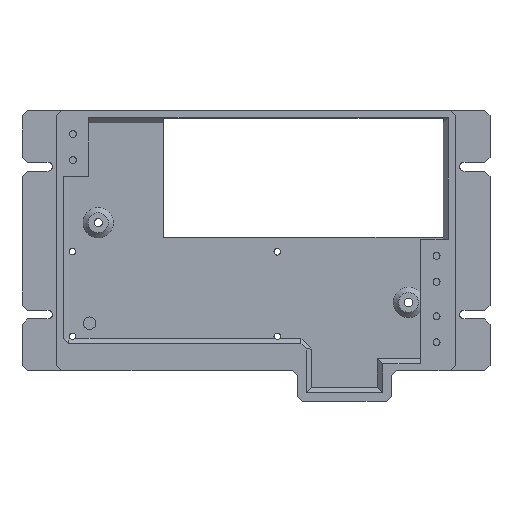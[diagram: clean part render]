
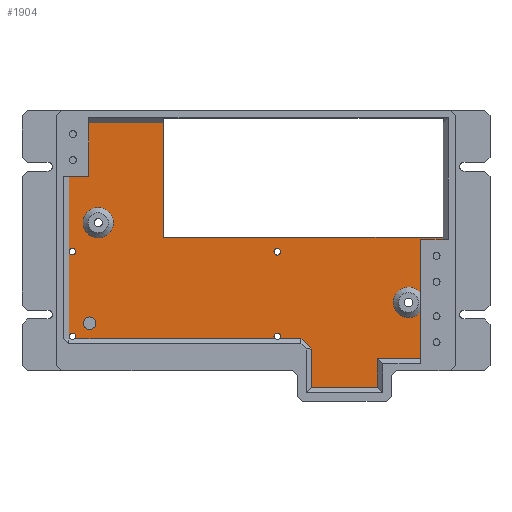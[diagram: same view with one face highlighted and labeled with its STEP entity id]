
A CAD part, top view. The second image highlights one B-rep face of the part: STEP entity #1904.
In plain terms, the highlighted planar face has unit normal (0, 0, 1).
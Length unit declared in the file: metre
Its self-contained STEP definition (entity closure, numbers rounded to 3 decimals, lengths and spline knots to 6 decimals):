
#21=LINE('',#2755,#238);
#22=LINE('',#2757,#239);
#23=LINE('',#2759,#240);
#24=LINE('',#2761,#241);
#25=LINE('',#2763,#242);
#26=LINE('',#2765,#243);
#27=LINE('',#2767,#244);
#28=LINE('',#2771,#245);
#29=LINE('',#2773,#246);
#30=LINE('',#2775,#247);
#31=LINE('',#2777,#248);
#32=LINE('',#2779,#249);
#33=LINE('',#2781,#250);
#34=LINE('',#2783,#251);
#35=LINE('',#2785,#252);
#36=LINE('',#2787,#253);
#37=LINE('',#2789,#254);
#38=LINE('',#2793,#255);
#238=VECTOR('',#2219,1.);
#239=VECTOR('',#2220,1.);
#240=VECTOR('',#2221,1.);
#241=VECTOR('',#2222,1.);
#242=VECTOR('',#2223,1.);
#243=VECTOR('',#2224,1.);
#244=VECTOR('',#2225,1.);
#245=VECTOR('',#2228,1.);
#246=VECTOR('',#2229,1.);
#247=VECTOR('',#2230,1.);
#248=VECTOR('',#2231,1.);
#249=VECTOR('',#2232,1.);
#250=VECTOR('',#2233,1.);
#251=VECTOR('',#2234,1.);
#252=VECTOR('',#2235,1.);
#253=VECTOR('',#2236,1.);
#254=VECTOR('',#2237,1.);
#255=VECTOR('',#2240,1.);
#461=PLANE('',#2044);
#548=ORIENTED_EDGE('',*,*,#1078,.F.);
#549=ORIENTED_EDGE('',*,*,#1079,.F.);
#550=ORIENTED_EDGE('',*,*,#1080,.T.);
#551=ORIENTED_EDGE('',*,*,#1081,.F.);
#552=ORIENTED_EDGE('',*,*,#1082,.T.);
#553=ORIENTED_EDGE('',*,*,#1083,.T.);
#554=ORIENTED_EDGE('',*,*,#1084,.T.);
#555=ORIENTED_EDGE('',*,*,#1085,.T.);
#556=ORIENTED_EDGE('',*,*,#1086,.F.);
#557=ORIENTED_EDGE('',*,*,#1087,.T.);
#558=ORIENTED_EDGE('',*,*,#1088,.F.);
#559=ORIENTED_EDGE('',*,*,#1089,.T.);
#560=ORIENTED_EDGE('',*,*,#1090,.T.);
#561=ORIENTED_EDGE('',*,*,#1091,.F.);
#562=ORIENTED_EDGE('',*,*,#1092,.T.);
#563=ORIENTED_EDGE('',*,*,#1093,.T.);
#564=ORIENTED_EDGE('',*,*,#1094,.T.);
#565=ORIENTED_EDGE('',*,*,#1095,.F.);
#566=ORIENTED_EDGE('',*,*,#1096,.T.);
#567=ORIENTED_EDGE('',*,*,#1097,.T.);
#568=ORIENTED_EDGE('',*,*,#1098,.F.);
#569=ORIENTED_EDGE('',*,*,#1099,.T.);
#570=ORIENTED_EDGE('',*,*,#1100,.F.);
#571=ORIENTED_EDGE('',*,*,#1101,.T.);
#1078=EDGE_CURVE('',#1344,#1344,#1530,.F.);
#1079=EDGE_CURVE('',#1345,#1346,#1531,.F.);
#1080=EDGE_CURVE('',#1345,#1347,#21,.T.);
#1081=EDGE_CURVE('',#1348,#1347,#22,.T.);
#1082=EDGE_CURVE('',#1348,#1349,#23,.T.);
#1083=EDGE_CURVE('',#1349,#1350,#24,.T.);
#1084=EDGE_CURVE('',#1350,#1351,#25,.T.);
#1085=EDGE_CURVE('',#1351,#1352,#26,.T.);
#1086=EDGE_CURVE('',#1353,#1352,#27,.T.);
#1087=EDGE_CURVE('',#1353,#1354,#1532,.T.);
#1088=EDGE_CURVE('',#1355,#1354,#28,.T.);
#1089=EDGE_CURVE('',#1355,#1356,#29,.T.);
#1090=EDGE_CURVE('',#1356,#1357,#30,.T.);
#1091=EDGE_CURVE('',#1358,#1357,#31,.T.);
#1092=EDGE_CURVE('',#1358,#1359,#32,.T.);
#1093=EDGE_CURVE('',#1359,#1360,#33,.T.);
#1094=EDGE_CURVE('',#1360,#1361,#34,.T.);
#1095=EDGE_CURVE('',#1362,#1361,#35,.T.);
#1096=EDGE_CURVE('',#1362,#1363,#36,.T.);
#1097=EDGE_CURVE('',#1363,#1364,#37,.T.);
#1098=EDGE_CURVE('',#1365,#1364,#1533,.F.);
#1099=EDGE_CURVE('',#1365,#1346,#38,.T.);
#1100=EDGE_CURVE('',#1366,#1366,#1534,.F.);
#1101=EDGE_CURVE('',#1367,#1367,#1535,.T.);
#1344=VERTEX_POINT('',#2751);
#1345=VERTEX_POINT('',#2753);
#1346=VERTEX_POINT('',#2754);
#1347=VERTEX_POINT('',#2756);
#1348=VERTEX_POINT('',#2758);
#1349=VERTEX_POINT('',#2760);
#1350=VERTEX_POINT('',#2762);
#1351=VERTEX_POINT('',#2764);
#1352=VERTEX_POINT('',#2766);
#1353=VERTEX_POINT('',#2768);
#1354=VERTEX_POINT('',#2770);
#1355=VERTEX_POINT('',#2772);
#1356=VERTEX_POINT('',#2774);
#1357=VERTEX_POINT('',#2776);
#1358=VERTEX_POINT('',#2778);
#1359=VERTEX_POINT('',#2780);
#1360=VERTEX_POINT('',#2782);
#1361=VERTEX_POINT('',#2784);
#1362=VERTEX_POINT('',#2786);
#1363=VERTEX_POINT('',#2788);
#1364=VERTEX_POINT('',#2790);
#1365=VERTEX_POINT('',#2792);
#1366=VERTEX_POINT('',#2795);
#1367=VERTEX_POINT('',#2797);
#1530=CIRCLE('',#2045,0.001194);
#1531=CIRCLE('',#2046,0.001194);
#1532=CIRCLE('',#2047,0.005556);
#1533=CIRCLE('',#2048,0.001194);
#1534=CIRCLE('',#2049,0.001194);
#1535=CIRCLE('',#2050,0.005556);
#1578=EDGE_LOOP('',(#548));
#1579=EDGE_LOOP('',(#549,#550,#551,#552,#553,#554,#555,#556,#557,#558,#559,
#560,#561,#562,#563,#564,#565,#566,#567,#568,#569));
#1580=EDGE_LOOP('',(#570));
#1581=EDGE_LOOP('',(#571));
#1732=FACE_BOUND('',#1578,.T.);
#1733=FACE_BOUND('',#1579,.T.);
#1734=FACE_BOUND('',#1580,.T.);
#1735=FACE_BOUND('',#1581,.T.);
#1904=ADVANCED_FACE('',(#1732,#1733,#1734,#1735),#461,.F.);
#2044=AXIS2_PLACEMENT_3D('',#2749,#2213,#2214);
#2045=AXIS2_PLACEMENT_3D('',#2750,#2215,#2216);
#2046=AXIS2_PLACEMENT_3D('',#2752,#2217,#2218);
#2047=AXIS2_PLACEMENT_3D('',#2769,#2226,#2227);
#2048=AXIS2_PLACEMENT_3D('',#2791,#2238,#2239);
#2049=AXIS2_PLACEMENT_3D('',#2794,#2241,#2242);
#2050=AXIS2_PLACEMENT_3D('',#2796,#2243,#2244);
#2213=DIRECTION('',(0.,0.,-1.));
#2214=DIRECTION('',(1.,0.,0.));
#2215=DIRECTION('',(0.,0.,-1.));
#2216=DIRECTION('',(-1.,0.,0.));
#2217=DIRECTION('',(0.,0.,-1.));
#2218=DIRECTION('',(-1.,0.,0.));
#2219=DIRECTION('',(1.,0.,0.));
#2220=DIRECTION('',(-0.707,0.707,0.));
#2221=DIRECTION('',(0.,-1.,0.));
#2222=DIRECTION('',(1.,0.,0.));
#2223=DIRECTION('',(0.,1.,0.));
#2224=DIRECTION('',(1.,0.,0.));
#2225=DIRECTION('',(0.,-1.,0.));
#2226=DIRECTION('',(0.,0.,-1.));
#2227=DIRECTION('',(-1.,0.,0.));
#2228=DIRECTION('',(0.,-1.,0.));
#2229=DIRECTION('',(1.,0.,0.));
#2230=DIRECTION('',(0.,1.,0.));
#2231=DIRECTION('',(1.,0.,0.));
#2232=DIRECTION('',(0.,1.,0.));
#2233=DIRECTION('',(-1.,0.,0.));
#2234=DIRECTION('',(0.,-1.,0.));
#2235=DIRECTION('',(1.,0.,0.));
#2236=DIRECTION('',(0.,-1.,0.));
#2237=DIRECTION('',(1.,0.,0.));
#2238=DIRECTION('',(0.,0.,-1.));
#2239=DIRECTION('',(-1.,0.,0.));
#2240=DIRECTION('',(1.,0.,0.));
#2241=DIRECTION('',(0.,0.,-1.));
#2242=DIRECTION('',(-1.,0.,0.));
#2243=DIRECTION('',(0.,0.,-1.));
#2244=DIRECTION('',(-1.,0.,0.));
#2749=CARTESIAN_POINT('',(0.136061,-0.108479,-0.003175));
#2750=CARTESIAN_POINT('',(0.068793,-0.112502,-0.003175));
#2751=CARTESIAN_POINT('',(0.0676,-0.112502,-0.003175));
#2752=CARTESIAN_POINT('',(0.143843,-0.143552,-0.003175));
#2753=CARTESIAN_POINT('',(0.144729,-0.144352,-0.003175));
#2754=CARTESIAN_POINT('',(0.142958,-0.144352,-0.003175));
#2755=CARTESIAN_POINT('',(0.136061,-0.144352,-0.003175));
#2756=CARTESIAN_POINT('',(0.152538,-0.144352,-0.003175));
#2757=CARTESIAN_POINT('',(0.152538,-0.144352,-0.003175));
#2758=CARTESIAN_POINT('',(0.156348,-0.148162,-0.003175));
#2759=CARTESIAN_POINT('',(0.156348,-0.108479,-0.003175));
#2760=CARTESIAN_POINT('',(0.156348,-0.16224,-0.003175));
#2761=CARTESIAN_POINT('',(0.18245,-0.16224,-0.003175));
#2762=CARTESIAN_POINT('',(0.180545,-0.16224,-0.003175));
#2763=CARTESIAN_POINT('',(0.180545,-0.108479,-0.003175));
#2764=CARTESIAN_POINT('',(0.180545,-0.151655,-0.003175));
#2765=CARTESIAN_POINT('',(0.136061,-0.151655,-0.003175));
#2766=CARTESIAN_POINT('',(0.196339,-0.151655,-0.003175));
#2767=CARTESIAN_POINT('',(0.196339,-0.130785,-0.003175));
#2768=CARTESIAN_POINT('',(0.196339,-0.134491,-0.003175));
#2769=CARTESIAN_POINT('',(0.191926,-0.131115,-0.003175));
#2770=CARTESIAN_POINT('',(0.196339,-0.127739,-0.003175));
#2771=CARTESIAN_POINT('',(0.196339,-0.130785,-0.003175));
#2772=CARTESIAN_POINT('',(0.196339,-0.108011,-0.003175));
#2773=CARTESIAN_POINT('',(0.201443,-0.108011,-0.003175));
#2774=CARTESIAN_POINT('',(0.204641,-0.108011,-0.003175));
#2775=CARTESIAN_POINT('',(0.204641,-0.063399,-0.003175));
#2776=CARTESIAN_POINT('',(0.204641,-0.107146,-0.003175));
#2777=CARTESIAN_POINT('',(0.153397,-0.107146,-0.003175));
#2778=CARTESIAN_POINT('',(0.102127,-0.107146,-0.003175));
#2779=CARTESIAN_POINT('',(0.102127,-0.085376,-0.003175));
#2780=CARTESIAN_POINT('',(0.102127,-0.065304,-0.003175));
#2781=CARTESIAN_POINT('',(0.074833,-0.065304,-0.003175));
#2782=CARTESIAN_POINT('',(0.074833,-0.065304,-0.003175));
#2783=CARTESIAN_POINT('',(0.074833,-0.074201,-0.003175));
#2784=CARTESIAN_POINT('',(0.074833,-0.085004,-0.003175));
#2785=CARTESIAN_POINT('',(0.070204,-0.085004,-0.003175));
#2786=CARTESIAN_POINT('',(0.067481,-0.085004,-0.003175));
#2787=CARTESIAN_POINT('',(0.067481,-0.108479,-0.003175));
#2788=CARTESIAN_POINT('',(0.067481,-0.144352,-0.003175));
#2789=CARTESIAN_POINT('',(0.136061,-0.144352,-0.003175));
#2790=CARTESIAN_POINT('',(0.067958,-0.144352,-0.003175));
#2791=CARTESIAN_POINT('',(0.068843,-0.143552,-0.003175));
#2792=CARTESIAN_POINT('',(0.069729,-0.144352,-0.003175));
#2793=CARTESIAN_POINT('',(0.136061,-0.144352,-0.003175));
#2794=CARTESIAN_POINT('',(0.143843,-0.112552,-0.003175));
#2795=CARTESIAN_POINT('',(0.14265,-0.112552,-0.003175));
#2796=CARTESIAN_POINT('',(0.078261,-0.101905,-0.003175));
#2797=CARTESIAN_POINT('',(0.072705,-0.101905,-0.003175));
